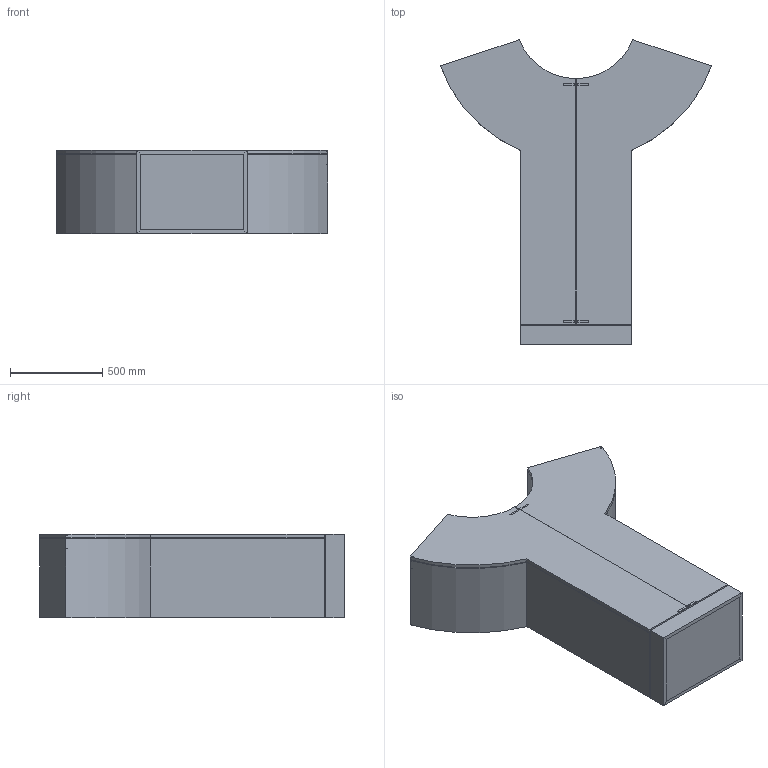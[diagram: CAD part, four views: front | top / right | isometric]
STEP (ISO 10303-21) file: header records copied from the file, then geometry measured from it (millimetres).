
FILE_DESCRIPTION (( 'STEP AP203' ), '1' );
FILE_NAME ('ART-455-00-01-F260219-CRISTALLO.STEP', '2021-03-09T09:16:15', ( '' ), ( '' ), 'SwSTEP 2.0', 'SolidWorks 2021', '' );
FILE_SCHEMA (( 'CONFIG_CONTROL_DESIGN' ));
Length unit declared in the file: millimetre
Products named in the file (6): ART-455-00-01-F260219-CRISTALLO; ART-455-01-10-F120319-SEPARADOR BASE; ART-455-01-01-F260219-MOBLE MENDINI; ART-455-01-05-F260219-BASE; SimetríaART-455-01-03-F120319-PUERTA DERECHA; ART-455-01-03-F120319-PUERTA DERECHA
Assembly tree (5 placements, depth 2):
  ART-455-00-01-F260219-CRISTALLO
    ART-455-01-01-F260219-MOBLE MENDINI
    ART-455-01-03-F120319-PUERTA DERECHA
    ART-455-01-05-F260219-BASE
    ART-455-01-10-F120319-SEPARADOR BASE
    SimetríaART-455-01-03-F120319-PUERTA DERECHA
Bounding box: 1470 x 1650 x 450 mm (x, y, z)
Volume: 151248954 mm3; surface area: 16247664.6 mm2
Topology: 34 solids, 38 shells, 511 faces, 1208 edges, 804 vertices
Faces by surface type: plane 354, cylinder 149, cone 8
Full cylindrical faces by diameter (mm): 2 x16, 2.5 x4, 8 x4, 10 x10, 10.2 x8, 12 x4, 15 x4, 30 x4
Entity records: 14804 total; most frequent: DIRECTION 2474, CARTESIAN_POINT 2413, ORIENTED_EDGE 2236, EDGE_CURVE 1118, AXIS2_PLACEMENT_3D 837, LINE 800, VECTOR 800, VERTEX_POINT 776
